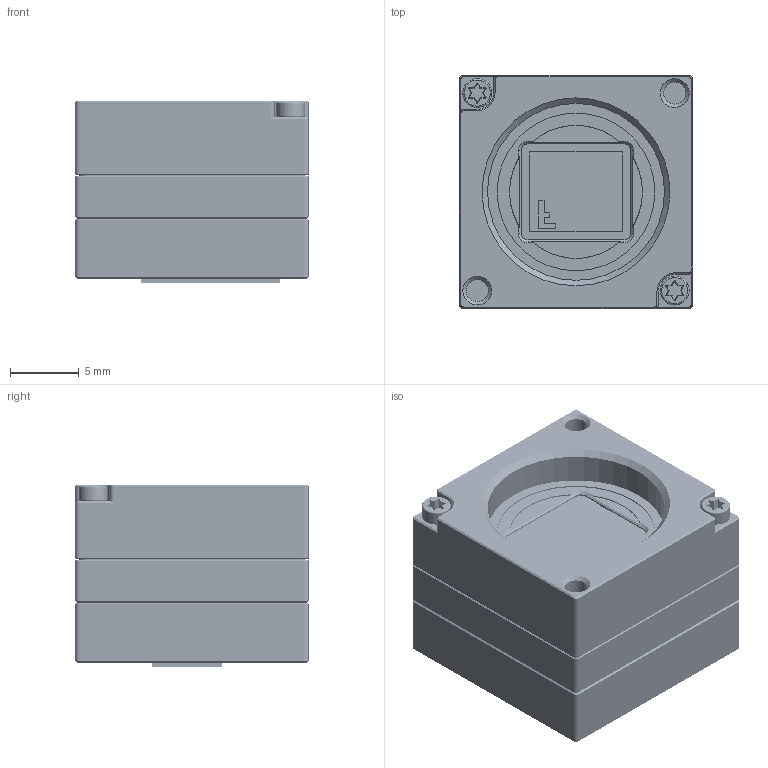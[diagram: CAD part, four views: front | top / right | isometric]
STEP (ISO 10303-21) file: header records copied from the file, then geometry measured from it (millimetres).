
FILE_DESCRIPTION(/* description */ (''),/* implementation_level */ '2;1');
FILE_NAME(/* name */ 'MU051xG-SY+ADPT-MU-CX3-FL_01-STP.stp',/* time_stamp */ '2024-01-30T16:35:16+01:00',/* author */ (''),/* organization */ (''),/* preprocessor_version */ 'ST-DEVELOPER v18.102',/* originating_system */ 'SIEMENS PLM Software NX2206.8900',/* authorisation */ '');
FILE_SCHEMA (('AUTOMOTIVE_DESIGN { 1 0 10303 214 3 1 1 1 }'));
Products named in the file (12): 001986_01_1-ADPT-MU-CX3-FL-PCA; 001001_01_1-SROB-M1.6X5-CSK-TX-STNLS; 003301_01_1-MECH-MU-17X17-ADPT-F; 001420_01_1-MECH-KPTN-13.5X13.5X0.1MM; 001980_01_1-MECH-MU051-FRONT; 001955_01_1-MU051xG-SY-PCA; 001949_01_1-MECH-MU051-REAR; 001068_01_1-SROB-M1.2X6-TX-STNLS; 001390_01_1-TP-5X5X1-TGA6200; 003300_01_1-ADPT-MU-17X17-CX3-Fx_NX-ARRAGMNTFL; 001971_01_1-MU051-FRONT-KPT; 001976_01_1-MU-CX3-STOCK
Assembly tree (13 placements, depth 3):
  001976_01_1-MU-CX3-STOCK
    001390_01_1-TP-5X5X1-TGA6200
    001068_01_1-SROB-M1.2X6-TX-STNLS  x2
    001949_01_1-MECH-MU051-REAR
    001971_01_1-MU051-FRONT-KPT
      001980_01_1-MECH-MU051-FRONT
      001420_01_1-MECH-KPTN-13.5X13.5X0.1MM
    001955_01_1-MU051xG-SY-PCA
    003300_01_1-ADPT-MU-17X17-CX3-Fx_NX-ARRAGMNTFL
      003301_01_1-MECH-MU-17X17-ADPT-F
      001001_01_1-SROB-M1.6X5-CSK-TX-STNLS  x2
      001986_01_1-ADPT-MU-CX3-FL-PCA
Bounding box: 17 x 17 x 13.29 mm (x, y, z)
Volume: 2425.5 mm3; surface area: 6264.4 mm2
Topology: 177 solids, 177 shells, 8717 faces, 21023 edges, 12450 vertices
Faces by surface type: plane 4173, cylinder 3142, sphere 982, cone 167, bspline 154, torus 98, extrusion 1
Full cylindrical faces by diameter (mm): 0.15 x9, 1 x2, 1.2 x4, 1.3 x2, 1.6 x6, 1.7 x2, 2.1 x2, 2.95 x2, 3.2 x2, 11.5 x1, 12.9 x1
Entity records: 264045 total; most frequent: CARTESIAN_POINT 52133, ORIENTED_EDGE 40938, DIRECTION 39864, EDGE_CURVE 20469, AXIS2_PLACEMENT_3D 13514, VECTOR 12836, LINE 12835, VERTEX_POINT 12343
